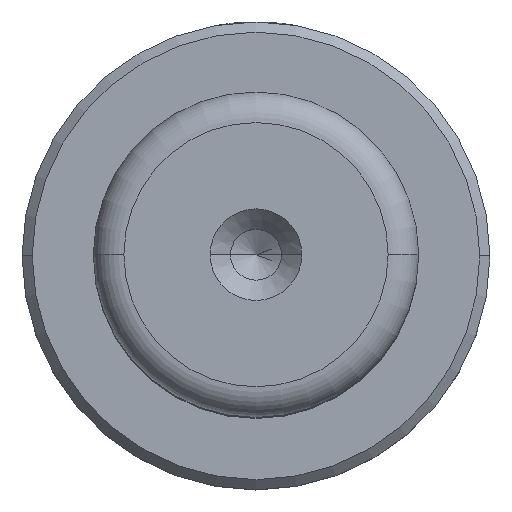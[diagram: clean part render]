
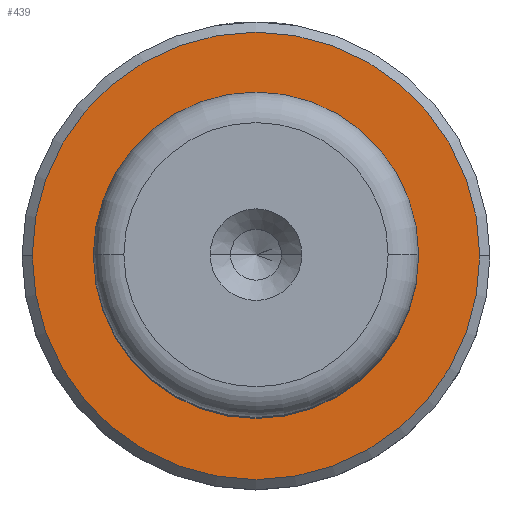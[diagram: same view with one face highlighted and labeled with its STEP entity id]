
A CAD part, top view. The second image highlights one B-rep face of the part: STEP entity #439.
In plain terms, the highlighted planar face has unit normal (0, 0, 1).
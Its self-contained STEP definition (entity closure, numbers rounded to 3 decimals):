
#14 = DIRECTION ( 'NONE',  ( 1., 0., 0. ) ) ;
#45 = EDGE_CURVE ( 'NONE', #689, #1870, #1154, .T. ) ;
#76 = DIRECTION ( 'NONE',  ( 0., 0., -1. ) ) ;
#82 = CIRCLE ( 'NONE', #702, 11. ) ;
#133 = DIRECTION ( 'NONE',  ( 0., 0., -1. ) ) ;
#156 = EDGE_LOOP ( 'NONE', ( #2414, #916 ) ) ;
#187 = AXIS2_PLACEMENT_3D ( 'NONE', #1271, #133, #1474 ) ;
#205 = PLANE ( 'NONE',  #1479 ) ;
#439 = ADVANCED_FACE ( 'NONE', ( #1002, #1953 ), #205, .T. ) ;
#610 = EDGE_CURVE ( 'NONE', #1870, #689, #82, .T. ) ;
#689 = VERTEX_POINT ( 'NONE', #913 ) ;
#702 = AXIS2_PLACEMENT_3D ( 'NONE', #1089, #2489, #1289 ) ;
#706 = EDGE_LOOP ( 'NONE', ( #2522, #1187 ) ) ;
#913 = CARTESIAN_POINT ( 'NONE',  ( 11., 0., 15. ) ) ;
#916 = ORIENTED_EDGE ( 'NONE', *, *, #45, .T. ) ;
#942 = DIRECTION ( 'NONE',  ( 0., 0., 1. ) ) ;
#984 = EDGE_CURVE ( 'NONE', #1374, #1099, #1337, .T. ) ;
#1002 = FACE_OUTER_BOUND ( 'NONE', #156, .T. ) ;
#1089 = CARTESIAN_POINT ( 'NONE',  ( 0., 0., 15. ) ) ;
#1099 = VERTEX_POINT ( 'NONE', #1712 ) ;
#1154 = CIRCLE ( 'NONE', #2424, 11. ) ;
#1161 = CARTESIAN_POINT ( 'NONE',  ( 0., 0., 15. ) ) ;
#1187 = ORIENTED_EDGE ( 'NONE', *, *, #1654, .T. ) ;
#1213 = CARTESIAN_POINT ( 'NONE',  ( 0., 0., 15. ) ) ;
#1271 = CARTESIAN_POINT ( 'NONE',  ( 0., 0., 15. ) ) ;
#1289 = DIRECTION ( 'NONE',  ( 1., 0., 0. ) ) ;
#1337 = CIRCLE ( 'NONE', #187, 7.495 ) ;
#1374 = VERTEX_POINT ( 'NONE', #2005 ) ;
#1415 = DIRECTION ( 'NONE',  ( -1., 0., 0. ) ) ;
#1474 = DIRECTION ( 'NONE',  ( -1., 0., 0. ) ) ;
#1479 = AXIS2_PLACEMENT_3D ( 'NONE', #1161, #942, #14 ) ;
#1654 = EDGE_CURVE ( 'NONE', #1099, #1374, #2360, .T. ) ;
#1712 = CARTESIAN_POINT ( 'NONE',  ( 7.495, 0., 15. ) ) ;
#1870 = VERTEX_POINT ( 'NONE', #2304 ) ;
#1953 = FACE_BOUND ( 'NONE', #706, .T. ) ;
#2005 = CARTESIAN_POINT ( 'NONE',  ( -7.495, 0., 15. ) ) ;
#2128 = AXIS2_PLACEMENT_3D ( 'NONE', #1213, #76, #1415 ) ;
#2249 = DIRECTION ( 'NONE',  ( 1., 0., 0. ) ) ;
#2304 = CARTESIAN_POINT ( 'NONE',  ( -11., 0., 15. ) ) ;
#2360 = CIRCLE ( 'NONE', #2128, 7.495 ) ;
#2398 = DIRECTION ( 'NONE',  ( 0., 0., 1. ) ) ;
#2404 = CARTESIAN_POINT ( 'NONE',  ( 0., 0., 15. ) ) ;
#2414 = ORIENTED_EDGE ( 'NONE', *, *, #610, .T. ) ;
#2424 = AXIS2_PLACEMENT_3D ( 'NONE', #2404, #2398, #2249 ) ;
#2489 = DIRECTION ( 'NONE',  ( 0., 0., 1. ) ) ;
#2522 = ORIENTED_EDGE ( 'NONE', *, *, #984, .T. ) ;
